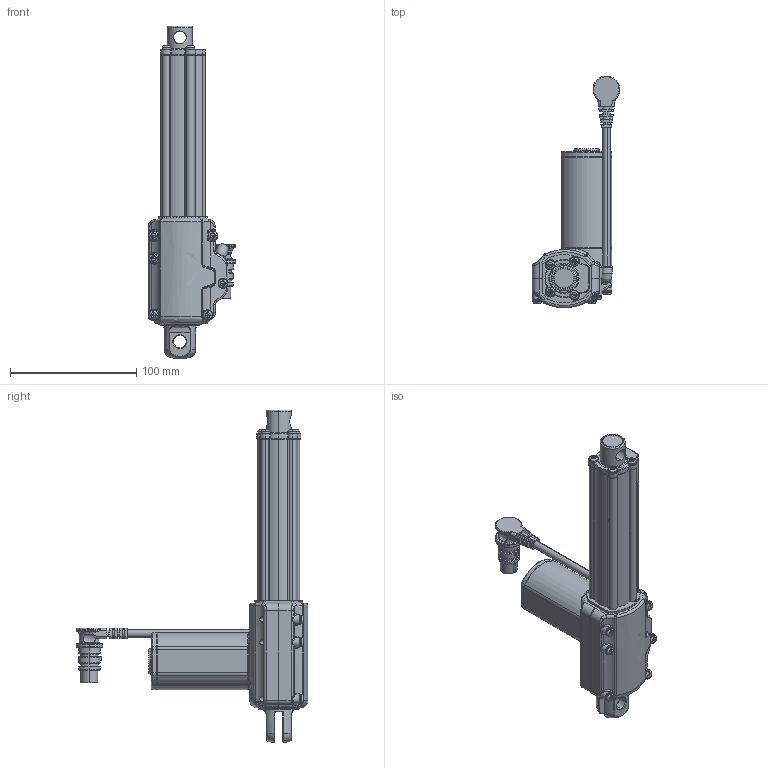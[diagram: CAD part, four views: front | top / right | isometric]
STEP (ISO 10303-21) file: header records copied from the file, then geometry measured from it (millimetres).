
FILE_DESCRIPTION (( 'STEP AP203' ), '1' );
FILE_NAME ('3D-TA4-RearAttachment- 0 Degree- A.STEP', '2010-03-11T02:51:54', ( 'Jeremy' ), ( 'Microsoft' ), 'SwSTEP 2.0', 'SolidWorks 2005179', '' );
FILE_SCHEMA (( 'CONFIG_CONTROL_DESIGN' ));
Length unit declared in the file: millimetre
Products named in the file (1): 3D-TA4-RearAttachment- 0 Degree- A
Bounding box: 69.17 x 183.56 x 263 mm (x, y, z)
Volume: 452326.4 mm3; surface area: 62746.3 mm2
Topology: 1 solids, 2 shells, 1328 faces, 3282 edges, 1948 vertices
Faces by surface type: cylinder 485, plane 352, torus 229, bspline 211, cone 49, sphere 2
Entity records: 120114 total; most frequent: CARTESIAN_POINT 89886, ORIENTED_EDGE 6488, DIRECTION 6240, EDGE_CURVE 3244, AXIS2_PLACEMENT_3D 2539, VERTEX_POINT 1948, CIRCLE 1421, EDGE_LOOP 1366
